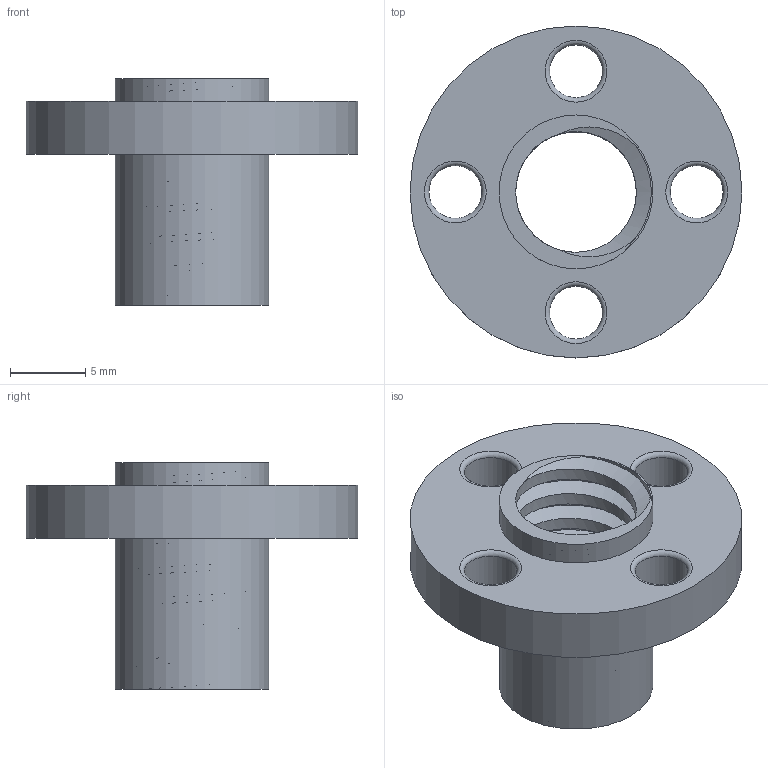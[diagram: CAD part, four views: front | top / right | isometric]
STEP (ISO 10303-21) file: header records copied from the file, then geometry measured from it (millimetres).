
FILE_DESCRIPTION(/* description */ ('STEP AP242','CAx-IF Rec.Pracs.---Representation and Presentation of Product Manufacturing Information (PMI)---4.0---2014-10-13','CAx-IF Rec.Pracs.---3D Tessellated Geometry---0.4---2014-09-14','2;1'),/* implementation_level */ '2;1');
FILE_NAME(/* name */ '63ef65066a6e6b34e6e9ad59',/* time_stamp */ '2023-02-17T11:29:11+00:00',/* author */ (''),/* organization */ (''),/* preprocessor_version */ 'ST-DEVELOPER v18.102',/* originating_system */ ' ',/* authorisation */ ' ');
FILE_SCHEMA (('AP242_MANAGED_MODEL_BASED_3D_ENGINEERING_MIM_LF { 1 0 10303 442 1 1 4 }'));
Length unit declared in the file: metre
Products named in the file (1): LeadScrew Nut 8mm x 2mmPitch
Bounding box: 22 x 22 x 15 mm (x, y, z)
Volume: 1207.5 mm3; surface area: 2035.4 mm2
Topology: 1 solids, 1 shells, 19 faces, 71 edges, 56 vertices
Faces by surface type: cylinder 9, plane 4, torus 4, bspline 2
Full cylindrical faces by diameter (mm): 3.5 x4, 10.2 x2, 22 x1
Entity records: 1922 total; most frequent: CARTESIAN_POINT 1394, ORIENTED_EDGE 120, DIRECTION 80, EDGE_CURVE 60, VERTEX_POINT 56, EDGE_LOOP 42, FACE_BOUND 42, AXIS2_PLACEMENT_3D 40
